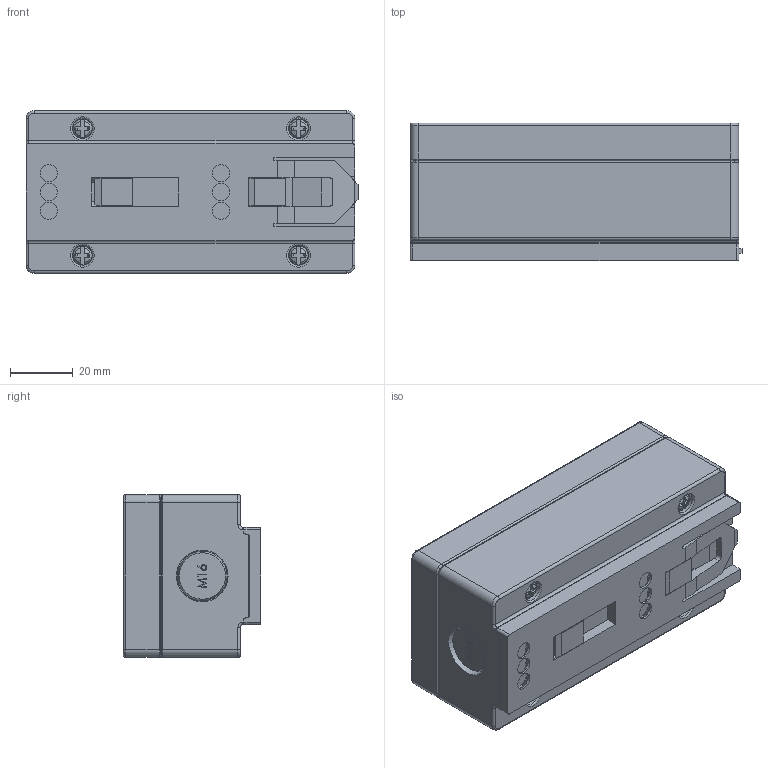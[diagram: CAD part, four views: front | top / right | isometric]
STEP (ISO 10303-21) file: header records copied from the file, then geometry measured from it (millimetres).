
FILE_DESCRIPTION(/* description */ (''),/* implementation_level */ '2;1');
FILE_NAME(/* name */ 'PXD2.stp',/* time_stamp */ '2021-03-04T11:38:17+01:00',/* author */ ('thagel'),/* organization */ (''),/* preprocessor_version */ 'ST-DEVELOPER v17.2',/* originating_system */ 'Autodesk Inventor 2019',/* authorisation */ '');
FILE_SCHEMA (('AUTOMOTIVE_DESIGN { 1 0 10303 214 3 1 1 }'));
Length unit declared in the file: millimetre
Products named in the file (1): PXD2
Bounding box: 106 x 43.95 x 52 mm (x, y, z)
Volume: 129058.6 mm3; surface area: 47661 mm2
Topology: 1 solids, 1 shells, 625 faces, 1720 edges, 1106 vertices
Faces by surface type: plane 369, cylinder 152, cone 59, torus 28, bspline 9, sphere 8
Full cylindrical faces by diameter (mm): 1.79 x6, 5.5 x6, 6.5 x4, 16.5 x1
Entity records: 20241 total; most frequent: CARTESIAN_POINT 4037, ORIENTED_EDGE 3440, DIRECTION 3384, EDGE_CURVE 1720, AXIS2_PLACEMENT_3D 1141, VERTEX_POINT 1106, LINE 1102, VECTOR 1102
